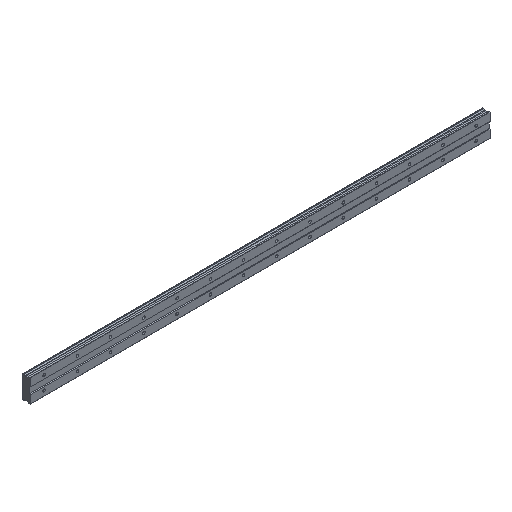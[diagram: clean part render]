
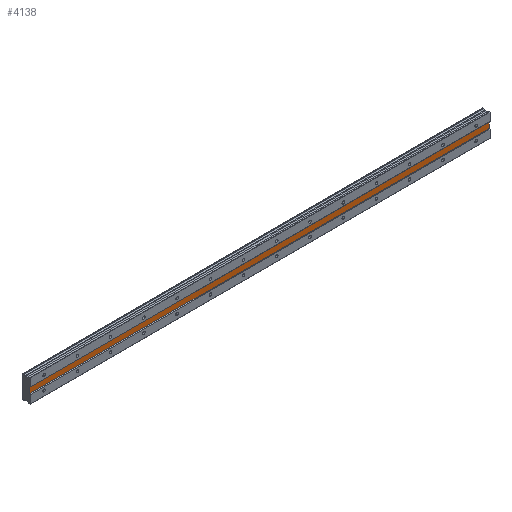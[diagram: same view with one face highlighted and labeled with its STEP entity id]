
A CAD part, isometric view. The second image highlights one B-rep face of the part: STEP entity #4138.
In plain terms, the highlighted planar face has unit normal (0, -1, 0).
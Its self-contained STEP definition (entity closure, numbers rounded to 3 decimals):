
#187 = CARTESIAN_POINT ( 'NONE',  ( 805., 1., -5. ) ) ;
#316 = AXIS2_PLACEMENT_3D ( 'NONE', #4212, #3791, #5503 ) ;
#351 = LINE ( 'NONE', #1692, #1139 ) ;
#634 = EDGE_CURVE ( 'NONE', #5053, #5013, #351, .T. ) ;
#647 = ORIENTED_EDGE ( 'NONE', *, *, #4251, .F. ) ;
#802 = PLANE ( 'NONE',  #316 ) ;
#1139 = VECTOR ( 'NONE', #2052, 1000. ) ;
#1160 = DIRECTION ( 'NONE',  ( 0., 0., -1. ) ) ;
#1330 = EDGE_CURVE ( 'NONE', #5013, #3176, #4913, .T. ) ;
#1461 = CARTESIAN_POINT ( 'NONE',  ( -25., 1., 5. ) ) ;
#1568 = VECTOR ( 'NONE', #3779, 1000. ) ;
#1692 = CARTESIAN_POINT ( 'NONE',  ( -25., 1., 20.827 ) ) ;
#1709 = LINE ( 'NONE', #2010, #1568 ) ;
#1831 = VECTOR ( 'NONE', #1160, 1000. ) ;
#2010 = CARTESIAN_POINT ( 'NONE',  ( 805., 1., 5. ) ) ;
#2052 = DIRECTION ( 'NONE',  ( 0., 0., -1. ) ) ;
#2209 = CARTESIAN_POINT ( 'NONE',  ( 805., 1., -5. ) ) ;
#3077 = ORIENTED_EDGE ( 'NONE', *, *, #3529, .F. ) ;
#3164 = VECTOR ( 'NONE', #3579, 1000. ) ;
#3176 = VERTEX_POINT ( 'NONE', #2209 ) ;
#3529 = EDGE_CURVE ( 'NONE', #5053, #3996, #1709, .T. ) ;
#3579 = DIRECTION ( 'NONE',  ( 1., 0., 0. ) ) ;
#3779 = DIRECTION ( 'NONE',  ( 1., 0., 0. ) ) ;
#3791 = DIRECTION ( 'NONE',  ( 0., 1., 0. ) ) ;
#3996 = VERTEX_POINT ( 'NONE', #5389 ) ;
#4005 = CARTESIAN_POINT ( 'NONE',  ( -25., 1., -5. ) ) ;
#4138 = ADVANCED_FACE ( 'NONE', ( #5097 ), #802, .F. ) ;
#4212 = CARTESIAN_POINT ( 'NONE',  ( 805., 1., 5. ) ) ;
#4251 = EDGE_CURVE ( 'NONE', #3996, #3176, #4958, .T. ) ;
#4298 = ORIENTED_EDGE ( 'NONE', *, *, #1330, .T. ) ;
#4913 = LINE ( 'NONE', #187, #3164 ) ;
#4958 = LINE ( 'NONE', #5382, #1831 ) ;
#5013 = VERTEX_POINT ( 'NONE', #4005 ) ;
#5053 = VERTEX_POINT ( 'NONE', #1461 ) ;
#5097 = FACE_OUTER_BOUND ( 'NONE', #5446, .T. ) ;
#5195 = ORIENTED_EDGE ( 'NONE', *, *, #634, .T. ) ;
#5382 = CARTESIAN_POINT ( 'NONE',  ( 805., 1., 20.827 ) ) ;
#5389 = CARTESIAN_POINT ( 'NONE',  ( 805., 1., 5. ) ) ;
#5446 = EDGE_LOOP ( 'NONE', ( #4298, #647, #3077, #5195 ) ) ;
#5503 = DIRECTION ( 'NONE',  ( 0., 0., 1. ) ) ;
